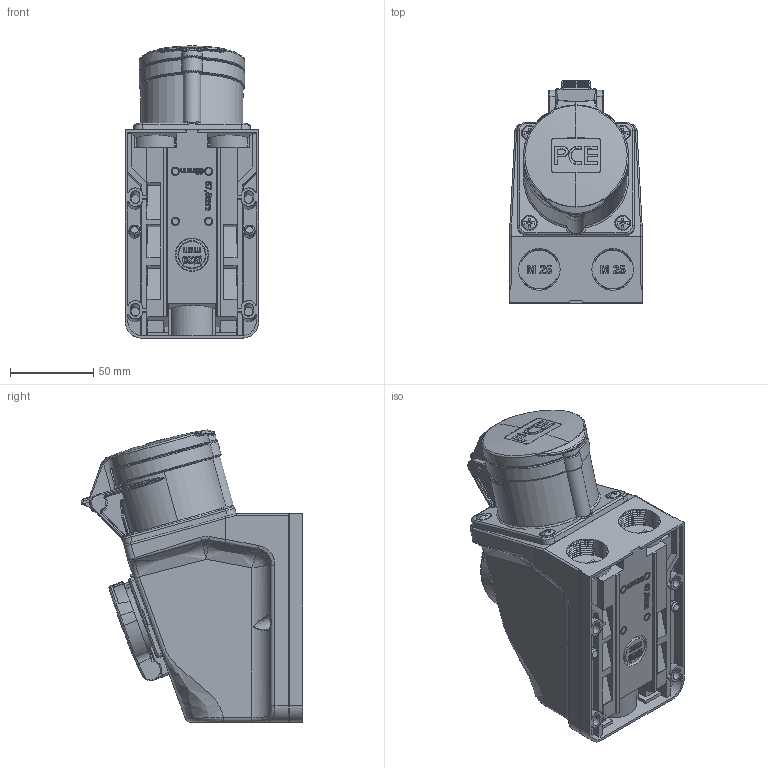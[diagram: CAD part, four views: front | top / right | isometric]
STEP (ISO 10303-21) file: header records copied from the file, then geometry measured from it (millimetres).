
FILE_DESCRIPTION (( 'STEP AP203' ), '1' );
FILE_NAME ('9215-6.STEP', '2017-12-21T09:45:06', ( '' ), ( '' ), 'SwSTEP 2.0', 'SolidWorks 2016', '' );
FILE_SCHEMA (( 'CONFIG_CONTROL_DESIGN' ));
Length unit declared in the file: millimetre
Products named in the file (1): 9215-6
Bounding box: 80.14 x 133.04 x 175.19 mm (x, y, z)
Volume: 900245.2 mm3; surface area: 83895.4 mm2
Topology: 1 solids, 4 shells, 2332 faces, 6111 edges, 3856 vertices
Faces by surface type: plane 1003, bspline 596, cylinder 421, torus 169, cone 94, sphere 49
Entity records: 116413 total; most frequent: CARTESIAN_POINT 65839, ORIENTED_EDGE 12142, DIRECTION 8356, EDGE_CURVE 6071, VERTEX_POINT 3851, AXIS2_PLACEMENT_3D 2908, LINE 2540, VECTOR 2540
